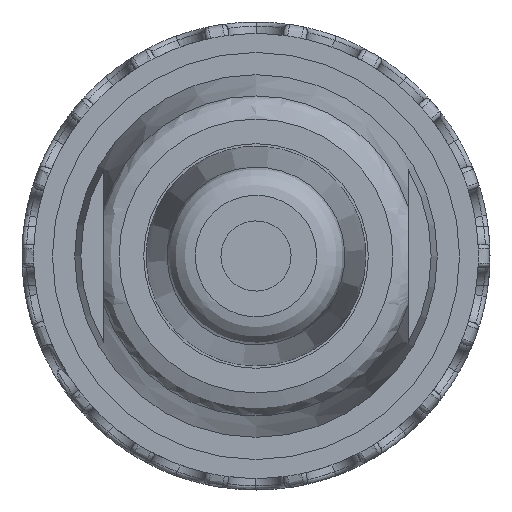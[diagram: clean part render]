
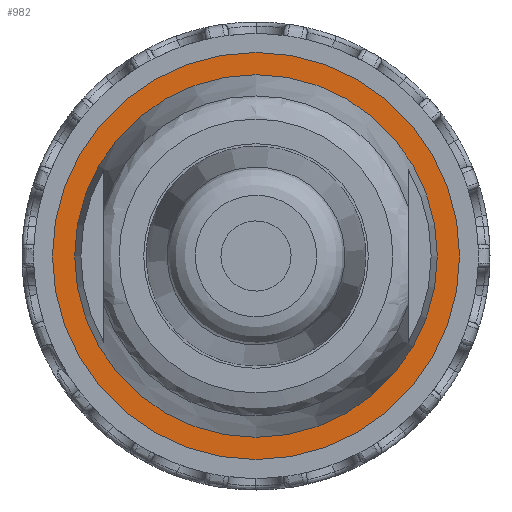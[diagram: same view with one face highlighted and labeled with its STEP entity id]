
A CAD part, front view. The second image highlights one B-rep face of the part: STEP entity #982.
In plain terms, the highlighted planar face has unit normal (0, -1, 0).
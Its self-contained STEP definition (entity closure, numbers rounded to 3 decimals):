
#879=FACE_BOUND('',#1747,.T.);
#880=FACE_BOUND('',#1748,.T.);
#982=ADVANCED_FACE('',(#879,#880),#1321,.T.);
#1321=PLANE('',#6034);
#1747=EDGE_LOOP('',(#2469));
#1748=EDGE_LOOP('',(#2470));
#2142=CIRCLE('',#6031,7.75);
#2143=CIRCLE('',#6033,8.7);
#2469=ORIENTED_EDGE('',*,*,#4662,.T.);
#2470=ORIENTED_EDGE('',*,*,#4663,.F.);
#4116=VERTEX_POINT('',#8017);
#4117=VERTEX_POINT('',#8020);
#4662=EDGE_CURVE('',#4116,#4116,#2142,.T.);
#4663=EDGE_CURVE('',#4117,#4117,#2143,.T.);
#6031=AXIS2_PLACEMENT_3D('',#8016,#6611,#6612);
#6033=AXIS2_PLACEMENT_3D('',#8019,#6615,#6616);
#6034=AXIS2_PLACEMENT_3D('',#8021,#6617,#6618);
#6611=DIRECTION('',(0.,1.,0.));
#6612=DIRECTION('',(0.,0.,-1.));
#6615=DIRECTION('',(0.,1.,0.));
#6616=DIRECTION('',(-1.,0.,0.));
#6617=DIRECTION('',(0.,-1.,0.));
#6618=DIRECTION('',(-1.,0.,0.));
#8016=CARTESIAN_POINT('',(0.,8.5,0.));
#8017=CARTESIAN_POINT('',(0.,8.5,-7.75));
#8019=CARTESIAN_POINT('',(0.,8.5,0.));
#8020=CARTESIAN_POINT('',(-8.7,8.5,0.));
#8021=CARTESIAN_POINT('',(9.57,8.5,9.57));
